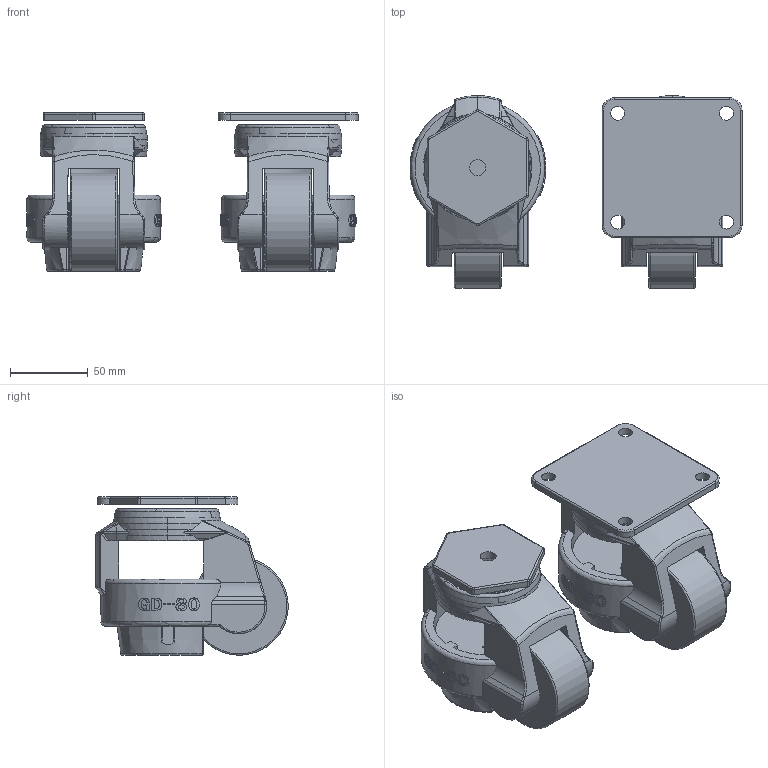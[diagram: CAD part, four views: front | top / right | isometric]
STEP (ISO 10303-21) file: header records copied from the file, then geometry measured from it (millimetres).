
FILE_DESCRIPTION(/* description */ (''),/* implementation_level */ '2;1');
FILE_NAME(/* name */ '8.7-80.stp',/* time_stamp */ '2019-08-17T10:16:36+08:00',/* author */ (''),/* organization */ (''),/* preprocessor_version */ 'ST-DEVELOPER v16',/* originating_system */ 'SIEMENS PLM Software NX 10.0',/* authorisation */ '');
FILE_SCHEMA (('AUTOMOTIVE_DESIGN { 1 0 10303 214 3 1 1 1 }'));
Products named in the file (1): Admi11D05DBEcxjq
Bounding box: 213.53 x 123.86 x 102 mm (x, y, z)
Volume: 780602.7 mm3; surface area: 165400.8 mm2
Topology: 14 solids, 14 shells, 835 faces, 3749 edges, 2948 vertices
Faces by surface type: cylinder 219, extrusion 196, plane 188, bspline 118, torus 38, revolution 36, cone 24, sphere 16
Full cylindrical faces by diameter (mm): 9 x4, 10.2 x1, 63 x2
Entity records: 49776 total; most frequent: CARTESIAN_POINT 25094, ORIENTED_EDGE 7436, EDGE_CURVE 3718, VERTEX_POINT 2948, B_SPLINE_CURVE_WITH_KNOTS 2832, DIRECTION 2168, EDGE_LOOP 894, ADVANCED_FACE 829
